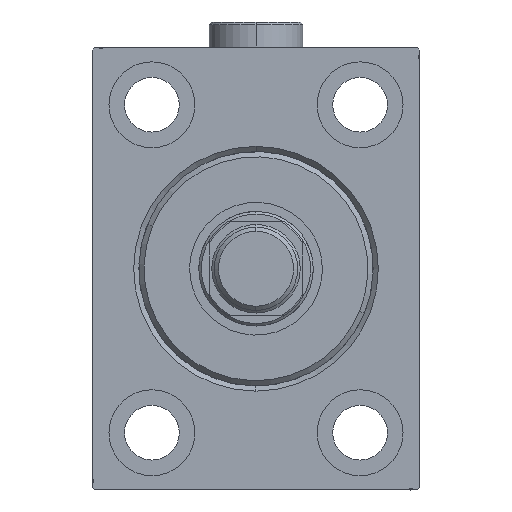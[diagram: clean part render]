
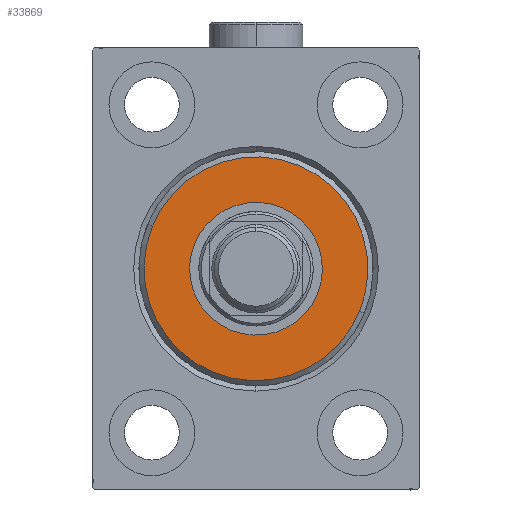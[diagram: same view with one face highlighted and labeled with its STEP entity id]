
A CAD part, left-side view. The second image highlights one B-rep face of the part: STEP entity #33869.
In plain terms, the highlighted face is planar.
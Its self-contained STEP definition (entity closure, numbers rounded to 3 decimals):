
#851 = VERTEX_POINT ( 'NONE', #17585 ) ;
#3412 = DIRECTION ( 'NONE',  ( 1., 0., 0. ) ) ;
#4021 = AXIS2_PLACEMENT_3D ( 'NONE', #25798, #11709, #8020 ) ;
#4056 = AXIS2_PLACEMENT_3D ( 'NONE', #31035, #31960, #14405 ) ;
#4738 = EDGE_CURVE ( 'NONE', #35773, #10101, #5533, .T. ) ;
#5533 = CIRCLE ( 'NONE', #4056, 21.5 ) ;
#7315 = CIRCLE ( 'NONE', #42720, 12.75 ) ;
#7361 = CARTESIAN_POINT ( 'NONE',  ( 3., 0., 21.5 ) ) ;
#7765 = CIRCLE ( 'NONE', #40192, 21.5 ) ;
#8020 = DIRECTION ( 'NONE',  ( 0., 0., -1. ) ) ;
#9868 = EDGE_LOOP ( 'NONE', ( #24035, #19641 ) ) ;
#10101 = VERTEX_POINT ( 'NONE', #7361 ) ;
#10419 = ORIENTED_EDGE ( 'NONE', *, *, #24507, .T. ) ;
#10758 = CARTESIAN_POINT ( 'NONE',  ( 3., 0., -21.5 ) ) ;
#11709 = DIRECTION ( 'NONE',  ( -1., 0., 0. ) ) ;
#14405 = DIRECTION ( 'NONE',  ( 0., 0., -1. ) ) ;
#15692 = EDGE_CURVE ( 'NONE', #35383, #851, #7315, .T. ) ;
#17585 = CARTESIAN_POINT ( 'NONE',  ( 3., 0., 12.75 ) ) ;
#19641 = ORIENTED_EDGE ( 'NONE', *, *, #4738, .T. ) ;
#19783 = FACE_OUTER_BOUND ( 'NONE', #9868, .T. ) ;
#20855 = FACE_BOUND ( 'NONE', #33947, .T. ) ;
#21087 = CARTESIAN_POINT ( 'NONE',  ( 3., 0., 0. ) ) ;
#22089 = CARTESIAN_POINT ( 'NONE',  ( 3., 0., 0. ) ) ;
#22537 = ORIENTED_EDGE ( 'NONE', *, *, #15692, .T. ) ;
#23990 = CARTESIAN_POINT ( 'NONE',  ( 3., 0., -12.75 ) ) ;
#24035 = ORIENTED_EDGE ( 'NONE', *, *, #31516, .T. ) ;
#24507 = EDGE_CURVE ( 'NONE', #851, #35383, #37196, .T. ) ;
#25798 = CARTESIAN_POINT ( 'NONE',  ( 3., 0., 0. ) ) ;
#28012 = PLANE ( 'NONE',  #33639 ) ;
#31035 = CARTESIAN_POINT ( 'NONE',  ( 3., 0., 0. ) ) ;
#31516 = EDGE_CURVE ( 'NONE', #10101, #35773, #7765, .T. ) ;
#31960 = DIRECTION ( 'NONE',  ( 1., 0., 0. ) ) ;
#33639 = AXIS2_PLACEMENT_3D ( 'NONE', #21087, #41631, #42097 ) ;
#33869 = ADVANCED_FACE ( 'NONE', ( #19783, #20855 ), #28012, .T. ) ;
#33947 = EDGE_LOOP ( 'NONE', ( #10419, #22537 ) ) ;
#35383 = VERTEX_POINT ( 'NONE', #23990 ) ;
#35773 = VERTEX_POINT ( 'NONE', #10758 ) ;
#36839 = DIRECTION ( 'NONE',  ( -1., 0., 0. ) ) ;
#37196 = CIRCLE ( 'NONE', #4021, 12.75 ) ;
#40192 = AXIS2_PLACEMENT_3D ( 'NONE', #41742, #3412, #41980 ) ;
#41631 = DIRECTION ( 'NONE',  ( 1., 0., 0. ) ) ;
#41742 = CARTESIAN_POINT ( 'NONE',  ( 3., 0., 0. ) ) ;
#41980 = DIRECTION ( 'NONE',  ( 0., 0., -1. ) ) ;
#42097 = DIRECTION ( 'NONE',  ( 0., 0., -1. ) ) ;
#42720 = AXIS2_PLACEMENT_3D ( 'NONE', #22089, #36839, #43541 ) ;
#43541 = DIRECTION ( 'NONE',  ( 0., 0., -1. ) ) ;
